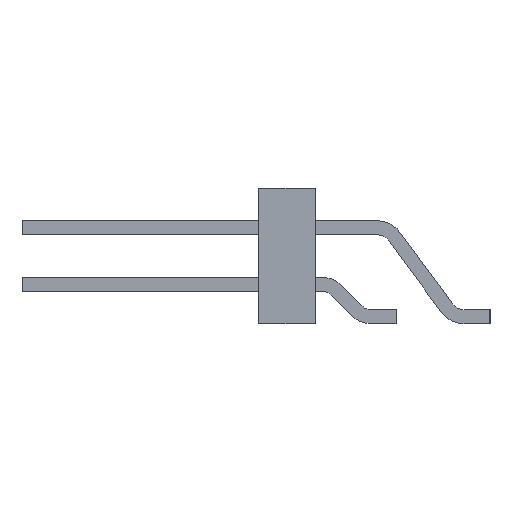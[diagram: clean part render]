
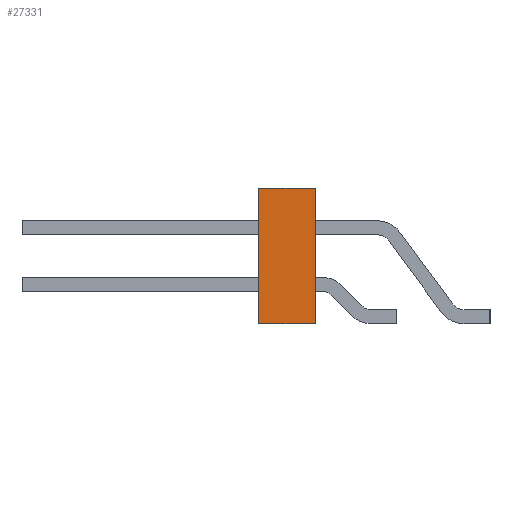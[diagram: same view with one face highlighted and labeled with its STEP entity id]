
A CAD part, left-side view. The second image highlights one B-rep face of the part: STEP entity #27331.
In plain terms, the highlighted face is planar.
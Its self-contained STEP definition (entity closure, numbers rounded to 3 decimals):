
#3274 = VERTEX_POINT('',#3275);
#3275 = CARTESIAN_POINT('',(26.67,3.048,1.27));
#3281 = EDGE_CURVE('',#3274,#3282,#3284,.T.);
#3282 = VERTEX_POINT('',#3283);
#3283 = CARTESIAN_POINT('',(26.67,3.048,-1.27));
#3284 = LINE('',#3285,#3286);
#3285 = CARTESIAN_POINT('',(26.67,3.048,1.27));
#3286 = VECTOR('',#3287,1.);
#3287 = DIRECTION('',(0.,0.,-1.));
#11930 = VERTEX_POINT('',#11931);
#11931 = CARTESIAN_POINT('',(26.67,-3.048,-1.27));
#11937 = EDGE_CURVE('',#11938,#11930,#11940,.T.);
#11938 = VERTEX_POINT('',#11939);
#11939 = CARTESIAN_POINT('',(26.67,-3.048,1.27));
#11940 = LINE('',#11941,#11942);
#11941 = CARTESIAN_POINT('',(26.67,-3.048,1.27));
#11942 = VECTOR('',#11943,1.);
#11943 = DIRECTION('',(0.,0.,-1.));
#20853 = EDGE_CURVE('',#11938,#3274,#20854,.T.);
#20854 = LINE('',#20855,#20856);
#20855 = CARTESIAN_POINT('',(26.67,-3.048,1.27));
#20856 = VECTOR('',#20857,1.);
#20857 = DIRECTION('',(0.,1.,0.));
#24452 = EDGE_CURVE('',#11930,#3282,#24453,.T.);
#24453 = LINE('',#24454,#24455);
#24454 = CARTESIAN_POINT('',(26.67,-3.048,-1.27));
#24455 = VECTOR('',#24456,1.);
#24456 = DIRECTION('',(0.,1.,0.));
#27331 = ADVANCED_FACE('',(#27332),#27338,.F.);
#27332 = FACE_BOUND('',#27333,.T.);
#27333 = EDGE_LOOP('',(#27334,#27335,#27336,#27337));
#27334 = ORIENTED_EDGE('',*,*,#24452,.T.);
#27335 = ORIENTED_EDGE('',*,*,#3281,.F.);
#27336 = ORIENTED_EDGE('',*,*,#20853,.F.);
#27337 = ORIENTED_EDGE('',*,*,#11937,.T.);
#27338 = PLANE('',#27339);
#27339 = AXIS2_PLACEMENT_3D('',#27340,#27341,#27342);
#27340 = CARTESIAN_POINT('',(26.67,-3.048,1.27));
#27341 = DIRECTION('',(-1.,0.,0.));
#27342 = DIRECTION('',(0.,0.,1.));
